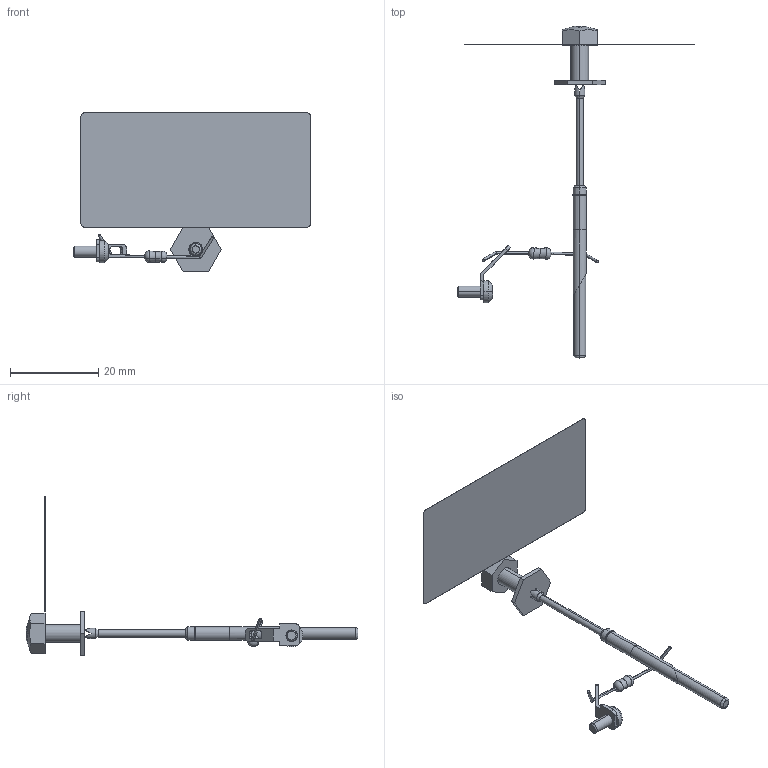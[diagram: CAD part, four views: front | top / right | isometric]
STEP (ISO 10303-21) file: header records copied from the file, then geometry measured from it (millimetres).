
FILE_DESCRIPTION (( 'STEP AP214' ), '1' );
FILE_NAME ('INGUN_22112.STEP', '2024-08-15T13:30:09', ( '' ), ( '' ), 'SwSTEP 2.0', 'SolidWorks 2021', '' );
FILE_SCHEMA (( 'AUTOMOTIVE_DESIGN' ));
Length unit declared in the file: millimetre
Products named in the file (9): GKS-114-0011__ADA~gks_S; 2806~1; 5015~0; KS-113-Master__ADA~ks_KS-113 23; ISO7380~n_M02,5x006; 11880~0; INGUN_22112; 11881~0; 3917~3_M 3 A
Assembly tree (8 placements, depth 2):
  INGUN_22112
    2806~1
    3917~3_M 3 A
    GKS-114-0011__ADA~gks_S
    KS-113-Master__ADA~ks_KS-113 23
    11881~0
    11880~0
    ISO7380~n_M02,5x006
    5015~0
Bounding box: 53.72 x 75.1 x 36 mm (x, y, z)
Volume: 1031.2 mm3; surface area: 4306.9 mm2
Topology: 10 solids, 10 shells, 155 faces, 351 edges, 221 vertices
Faces by surface type: cylinder 67, plane 62, cone 12, torus 10, sphere 2, bspline 2
Entity records: 5039 total; most frequent: CARTESIAN_POINT 840, DIRECTION 819, ORIENTED_EDGE 702, EDGE_CURVE 351, AXIS2_PLACEMENT_3D 324, VERTEX_POINT 221, LINE 171, VECTOR 171
